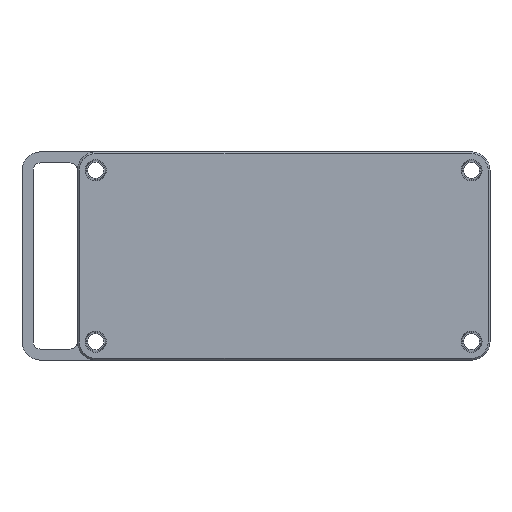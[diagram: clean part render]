
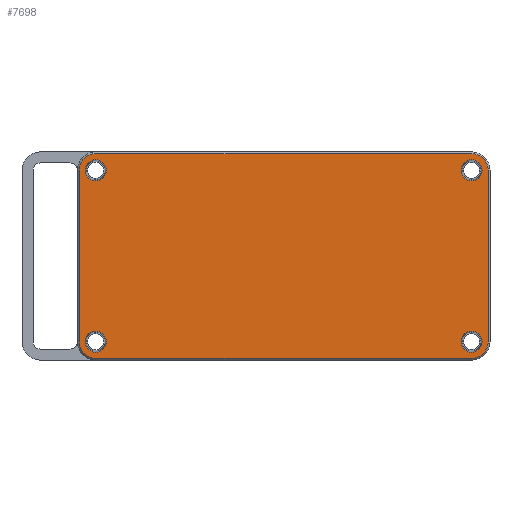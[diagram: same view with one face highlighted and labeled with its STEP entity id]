
A CAD part, front view. The second image highlights one B-rep face of the part: STEP entity #7698.
In plain terms, the highlighted planar face has unit normal (0, -1, 0).
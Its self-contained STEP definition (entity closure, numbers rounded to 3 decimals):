
#13 = CARTESIAN_POINT ( 'NONE',  ( 81., -12.6, -19.65 ) ) ;
#112 = VECTOR ( 'NONE', #2832, 1000. ) ;
#144 = EDGE_LOOP ( 'NONE', ( #762, #2592 ) ) ;
#188 = VERTEX_POINT ( 'NONE', #8483 ) ;
#212 = CIRCLE ( 'NONE', #8008, 4.5 ) ;
#218 = DIRECTION ( 'NONE',  ( 0., -1., 0. ) ) ;
#345 = VECTOR ( 'NONE', #5625, 1000. ) ;
#419 = EDGE_CURVE ( 'NONE', #1206, #8535, #4218, .T. ) ;
#598 = VERTEX_POINT ( 'NONE', #8597 ) ;
#634 = DIRECTION ( 'NONE',  ( 0., 1., 0. ) ) ;
#762 = ORIENTED_EDGE ( 'NONE', *, *, #6621, .T. ) ;
#803 = DIRECTION ( 'NONE',  ( -1., 0., 0. ) ) ;
#1001 = EDGE_CURVE ( 'NONE', #598, #7633, #4986, .T. ) ;
#1013 = DIRECTION ( 'NONE',  ( 0., 1., 0. ) ) ;
#1046 = EDGE_CURVE ( 'NONE', #2237, #2944, #5562, .T. ) ;
#1165 = ORIENTED_EDGE ( 'NONE', *, *, #8993, .T. ) ;
#1206 = VERTEX_POINT ( 'NONE', #4019 ) ;
#1282 = VERTEX_POINT ( 'NONE', #4670 ) ;
#1309 = CARTESIAN_POINT ( 'NONE',  ( 81., -12.6, 26.85 ) ) ;
#1314 = DIRECTION ( 'NONE',  ( 0., 1., 0. ) ) ;
#1372 = LINE ( 'NONE', #2855, #6855 ) ;
#1418 = FACE_BOUND ( 'NONE', #6136, .T. ) ;
#1444 = CARTESIAN_POINT ( 'NONE',  ( 81., -12.6, 21.15 ) ) ;
#1514 = CARTESIAN_POINT ( 'NONE',  ( 81., -12.6, -22.5 ) ) ;
#1520 = EDGE_CURVE ( 'NONE', #8535, #1206, #7461, .T. ) ;
#1544 = ORIENTED_EDGE ( 'NONE', *, *, #419, .T. ) ;
#1549 = AXIS2_PLACEMENT_3D ( 'NONE', #3933, #1013, #3279 ) ;
#1585 = CARTESIAN_POINT ( 'NONE',  ( -21., -12.6, -22.5 ) ) ;
#1846 = AXIS2_PLACEMENT_3D ( 'NONE', #1514, #3566, #3659 ) ;
#1874 = EDGE_CURVE ( 'NONE', #7203, #4083, #7921, .T. ) ;
#1997 = DIRECTION ( 'NONE',  ( 0., -1., 0. ) ) ;
#2030 = FACE_BOUND ( 'NONE', #2619, .T. ) ;
#2032 = CIRCLE ( 'NONE', #2615, 4.5 ) ;
#2085 = DIRECTION ( 'NONE',  ( 0., 1., 0. ) ) ;
#2195 = CARTESIAN_POINT ( 'NONE',  ( -21., -12.6, 28.5 ) ) ;
#2237 = VERTEX_POINT ( 'NONE', #13 ) ;
#2259 = EDGE_CURVE ( 'NONE', #6949, #3694, #2032, .T. ) ;
#2268 = CIRCLE ( 'NONE', #5815, 2.85 ) ;
#2423 = ORIENTED_EDGE ( 'NONE', *, *, #2259, .T. ) ;
#2428 = DIRECTION ( 'NONE',  ( -1., 0., 0. ) ) ;
#2592 = ORIENTED_EDGE ( 'NONE', *, *, #1874, .T. ) ;
#2615 = AXIS2_PLACEMENT_3D ( 'NONE', #5703, #7773, #8511 ) ;
#2619 = EDGE_LOOP ( 'NONE', ( #1544, #9114 ) ) ;
#2647 = CARTESIAN_POINT ( 'NONE',  ( -21., -12.6, -22.5 ) ) ;
#2796 = CARTESIAN_POINT ( 'NONE',  ( 81., -12.6, -22.5 ) ) ;
#2797 = VERTEX_POINT ( 'NONE', #8113 ) ;
#2832 = DIRECTION ( 'NONE',  ( 1., 0., 0. ) ) ;
#2848 = FACE_OUTER_BOUND ( 'NONE', #8210, .T. ) ;
#2855 = CARTESIAN_POINT ( 'NONE',  ( 85.5, -12.6, 141.935 ) ) ;
#2944 = VERTEX_POINT ( 'NONE', #6049 ) ;
#2954 = CARTESIAN_POINT ( 'NONE',  ( -21., -12.6, 24. ) ) ;
#2987 = DIRECTION ( 'NONE',  ( -1., 0., 0. ) ) ;
#3010 = DIRECTION ( 'NONE',  ( 0., 1., 0. ) ) ;
#3279 = DIRECTION ( 'NONE',  ( -1., 0., 0. ) ) ;
#3332 = AXIS2_PLACEMENT_3D ( 'NONE', #8338, #1314, #6919 ) ;
#3349 = AXIS2_PLACEMENT_3D ( 'NONE', #6676, #7274, #8668 ) ;
#3361 = LINE ( 'NONE', #6264, #345 ) ;
#3437 = LINE ( 'NONE', #8937, #4342 ) ;
#3447 = EDGE_CURVE ( 'NONE', #3694, #4959, #3437, .T. ) ;
#3496 = EDGE_CURVE ( 'NONE', #3663, #188, #3361, .T. ) ;
#3518 = DIRECTION ( 'NONE',  ( 0., 0., 1. ) ) ;
#3553 = DIRECTION ( 'NONE',  ( -1., 0., 0. ) ) ;
#3566 = DIRECTION ( 'NONE',  ( 0., -1., 0. ) ) ;
#3618 = CARTESIAN_POINT ( 'NONE',  ( -21., -12.6, 26.85 ) ) ;
#3659 = DIRECTION ( 'NONE',  ( -1., 0., 0. ) ) ;
#3663 = VERTEX_POINT ( 'NONE', #5060 ) ;
#3694 = VERTEX_POINT ( 'NONE', #5153 ) ;
#3755 = AXIS2_PLACEMENT_3D ( 'NONE', #2647, #1997, #6251 ) ;
#3757 = DIRECTION ( 'NONE',  ( 0., 1., 0. ) ) ;
#3825 = DIRECTION ( 'NONE',  ( 0., 1., 0. ) ) ;
#3858 = ORIENTED_EDGE ( 'NONE', *, *, #4005, .T. ) ;
#3933 = CARTESIAN_POINT ( 'NONE',  ( 81., -12.6, 24. ) ) ;
#4005 = EDGE_CURVE ( 'NONE', #188, #1282, #5387, .T. ) ;
#4019 = CARTESIAN_POINT ( 'NONE',  ( -21., -12.6, 21.15 ) ) ;
#4083 = VERTEX_POINT ( 'NONE', #1444 ) ;
#4154 = PLANE ( 'NONE',  #7175 ) ;
#4218 = CIRCLE ( 'NONE', #3332, 2.85 ) ;
#4225 = LINE ( 'NONE', #8675, #112 ) ;
#4305 = ORIENTED_EDGE ( 'NONE', *, *, #7411, .T. ) ;
#4342 = VECTOR ( 'NONE', #5584, 1000. ) ;
#4430 = EDGE_CURVE ( 'NONE', #7633, #6949, #1372, .T. ) ;
#4519 = CARTESIAN_POINT ( 'NONE',  ( -21., -12.6, -22.5 ) ) ;
#4564 = CARTESIAN_POINT ( 'NONE',  ( 85.5, -12.6, 24. ) ) ;
#4670 = CARTESIAN_POINT ( 'NONE',  ( -21., -12.6, -27. ) ) ;
#4860 = FACE_BOUND ( 'NONE', #5346, .T. ) ;
#4959 = VERTEX_POINT ( 'NONE', #2195 ) ;
#4974 = CIRCLE ( 'NONE', #1549, 2.85 ) ;
#4986 = CIRCLE ( 'NONE', #1846, 4.5 ) ;
#4988 = AXIS2_PLACEMENT_3D ( 'NONE', #4519, #3825, #2428 ) ;
#5021 = ORIENTED_EDGE ( 'NONE', *, *, #8201, .T. ) ;
#5060 = CARTESIAN_POINT ( 'NONE',  ( -25.5, -12.6, 24. ) ) ;
#5153 = CARTESIAN_POINT ( 'NONE',  ( 81., -12.6, 28.5 ) ) ;
#5346 = EDGE_LOOP ( 'NONE', ( #5021, #8091 ) ) ;
#5387 = CIRCLE ( 'NONE', #3755, 4.5 ) ;
#5403 = AXIS2_PLACEMENT_3D ( 'NONE', #8421, #2085, #6431 ) ;
#5435 = ORIENTED_EDGE ( 'NONE', *, *, #3496, .T. ) ;
#5562 = CIRCLE ( 'NONE', #5403, 2.85 ) ;
#5584 = DIRECTION ( 'NONE',  ( -1., 0., 0. ) ) ;
#5625 = DIRECTION ( 'NONE',  ( 0., 0., -1. ) ) ;
#5703 = CARTESIAN_POINT ( 'NONE',  ( 81., -12.6, 24. ) ) ;
#5790 = DIRECTION ( 'NONE',  ( -1., 0., 0. ) ) ;
#5815 = AXIS2_PLACEMENT_3D ( 'NONE', #2796, #7172, #5790 ) ;
#5963 = AXIS2_PLACEMENT_3D ( 'NONE', #1585, #3757, #7868 ) ;
#6049 = CARTESIAN_POINT ( 'NONE',  ( 81., -12.6, -25.35 ) ) ;
#6119 = CARTESIAN_POINT ( 'NONE',  ( -21., -12.6, -25.35 ) ) ;
#6136 = EDGE_LOOP ( 'NONE', ( #8430, #7571 ) ) ;
#6251 = DIRECTION ( 'NONE',  ( -1., 0., 0. ) ) ;
#6264 = CARTESIAN_POINT ( 'NONE',  ( -25.5, -12.6, 141.935 ) ) ;
#6431 = DIRECTION ( 'NONE',  ( -1., 0., 0. ) ) ;
#6589 = CIRCLE ( 'NONE', #4988, 2.85 ) ;
#6621 = EDGE_CURVE ( 'NONE', #4083, #7203, #4974, .T. ) ;
#6676 = CARTESIAN_POINT ( 'NONE',  ( -21., -12.6, 24. ) ) ;
#6855 = VECTOR ( 'NONE', #3518, 1000. ) ;
#6919 = DIRECTION ( 'NONE',  ( -1., 0., 0. ) ) ;
#6949 = VERTEX_POINT ( 'NONE', #4564 ) ;
#6968 = CARTESIAN_POINT ( 'NONE',  ( -26., -12.6, 141.935 ) ) ;
#7061 = EDGE_CURVE ( 'NONE', #2797, #7279, #6589, .T. ) ;
#7128 = CARTESIAN_POINT ( 'NONE',  ( 81., -12.6, 24. ) ) ;
#7172 = DIRECTION ( 'NONE',  ( 0., 1., 0. ) ) ;
#7175 = AXIS2_PLACEMENT_3D ( 'NONE', #6968, #634, #3553 ) ;
#7203 = VERTEX_POINT ( 'NONE', #1309 ) ;
#7274 = DIRECTION ( 'NONE',  ( 0., 1., 0. ) ) ;
#7279 = VERTEX_POINT ( 'NONE', #6119 ) ;
#7411 = EDGE_CURVE ( 'NONE', #1282, #598, #4225, .T. ) ;
#7461 = CIRCLE ( 'NONE', #3349, 2.85 ) ;
#7462 = ORIENTED_EDGE ( 'NONE', *, *, #1001, .T. ) ;
#7571 = ORIENTED_EDGE ( 'NONE', *, *, #1046, .T. ) ;
#7615 = CARTESIAN_POINT ( 'NONE',  ( 85.5, -12.6, -22.5 ) ) ;
#7633 = VERTEX_POINT ( 'NONE', #7615 ) ;
#7698 = ADVANCED_FACE ( 'NONE', ( #2848, #1418, #8357, #2030, #4860 ), #4154, .F. ) ;
#7773 = DIRECTION ( 'NONE',  ( 0., -1., 0. ) ) ;
#7868 = DIRECTION ( 'NONE',  ( -1., 0., 0. ) ) ;
#7921 = CIRCLE ( 'NONE', #8652, 2.85 ) ;
#8008 = AXIS2_PLACEMENT_3D ( 'NONE', #2954, #218, #2987 ) ;
#8072 = ORIENTED_EDGE ( 'NONE', *, *, #3447, .T. ) ;
#8091 = ORIENTED_EDGE ( 'NONE', *, *, #7061, .T. ) ;
#8113 = CARTESIAN_POINT ( 'NONE',  ( -21., -12.6, -19.65 ) ) ;
#8201 = EDGE_CURVE ( 'NONE', #7279, #2797, #8602, .T. ) ;
#8210 = EDGE_LOOP ( 'NONE', ( #1165, #5435, #3858, #4305, #7462, #8276, #2423, #8072 ) ) ;
#8276 = ORIENTED_EDGE ( 'NONE', *, *, #4430, .T. ) ;
#8338 = CARTESIAN_POINT ( 'NONE',  ( -21., -12.6, 24. ) ) ;
#8357 = FACE_BOUND ( 'NONE', #144, .T. ) ;
#8421 = CARTESIAN_POINT ( 'NONE',  ( 81., -12.6, -22.5 ) ) ;
#8430 = ORIENTED_EDGE ( 'NONE', *, *, #8454, .T. ) ;
#8454 = EDGE_CURVE ( 'NONE', #2944, #2237, #2268, .T. ) ;
#8483 = CARTESIAN_POINT ( 'NONE',  ( -25.5, -12.6, -22.5 ) ) ;
#8511 = DIRECTION ( 'NONE',  ( -1., 0., 0. ) ) ;
#8535 = VERTEX_POINT ( 'NONE', #3618 ) ;
#8597 = CARTESIAN_POINT ( 'NONE',  ( 81., -12.6, -27. ) ) ;
#8602 = CIRCLE ( 'NONE', #5963, 2.85 ) ;
#8652 = AXIS2_PLACEMENT_3D ( 'NONE', #7128, #3010, #803 ) ;
#8668 = DIRECTION ( 'NONE',  ( -1., 0., 0. ) ) ;
#8675 = CARTESIAN_POINT ( 'NONE',  ( 81., -12.6, -27. ) ) ;
#8937 = CARTESIAN_POINT ( 'NONE',  ( -21., -12.6, 28.5 ) ) ;
#8993 = EDGE_CURVE ( 'NONE', #4959, #3663, #212, .T. ) ;
#9114 = ORIENTED_EDGE ( 'NONE', *, *, #1520, .T. ) ;
